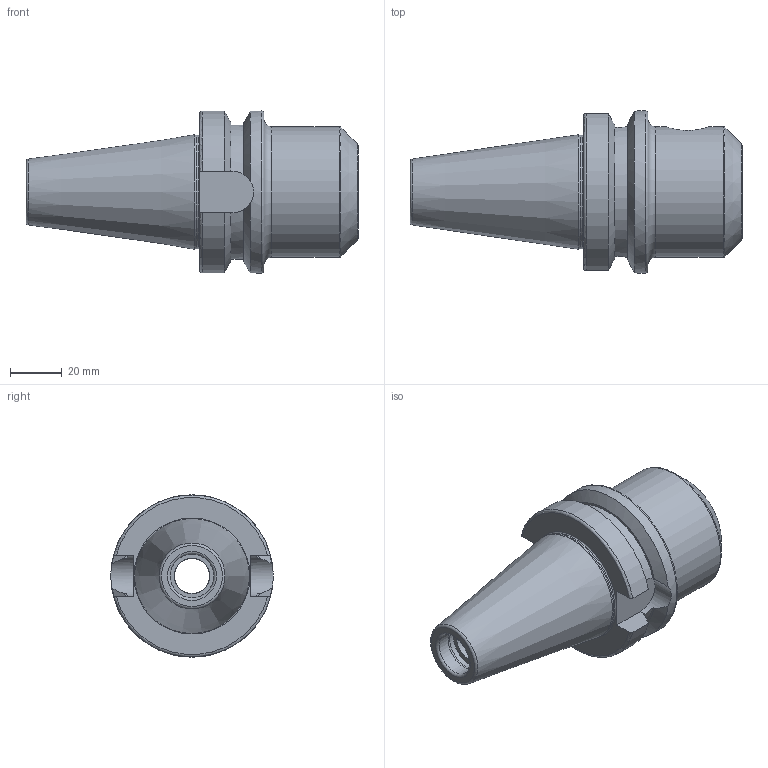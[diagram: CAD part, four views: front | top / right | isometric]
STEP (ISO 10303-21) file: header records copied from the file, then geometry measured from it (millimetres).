
FILE_DESCRIPTION(/* description */ (''),/* implementation_level */ '2;1');
FILE_NAME(/* name */ 'AH214B25 BT40-EMH25.4-63.5.stp',/* time_stamp */ '2022-10-06T16:28:07+09:00',/* author */ ('YSH'),/* organization */ (''),/* preprocessor_version */ 'ST-DEVELOPER v18.1',/* originating_system */ 'Autodesk Inventor 2022',/* authorisation */ '');
FILE_SCHEMA (('AUTOMOTIVE_DESIGN { 1 0 10303 214 3 1 1 }'));
Length unit declared in the file: millimetre
Products named in the file (1): LO-BT40-EMH25.4-63.5
Bounding box: 128.9 x 63 x 63 mm (x, y, z)
Volume: 158314.9 mm3; surface area: 31509.2 mm2
Topology: 1 solids, 1 shells, 54 faces, 134 edges, 88 vertices
Faces by surface type: plane 18, cylinder 16, torus 10, cone 10
Full cylindrical faces by diameter (mm): 13.5 x1, 13.835 x1, 17 x1, 17.323 x1, 17.6 x1, 25.4 x1, 26.6 x1, 44 x1, 50.8 x1, 63 x1
Entity records: 1820 total; most frequent: CARTESIAN_POINT 465, DIRECTION 286, ORIENTED_EDGE 268, EDGE_CURVE 134, AXIS2_PLACEMENT_3D 120, VERTEX_POINT 88, CIRCLE 65, EDGE_LOOP 64
